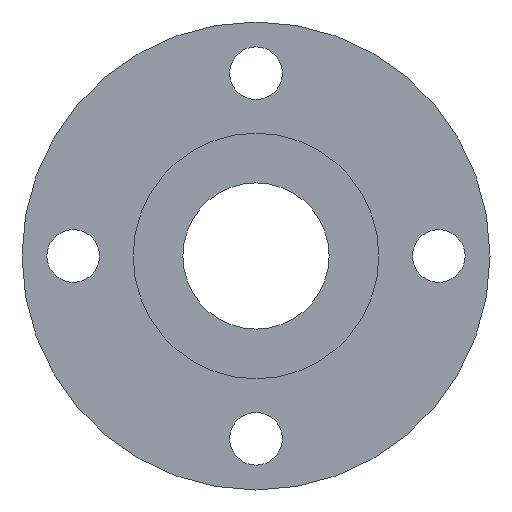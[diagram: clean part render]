
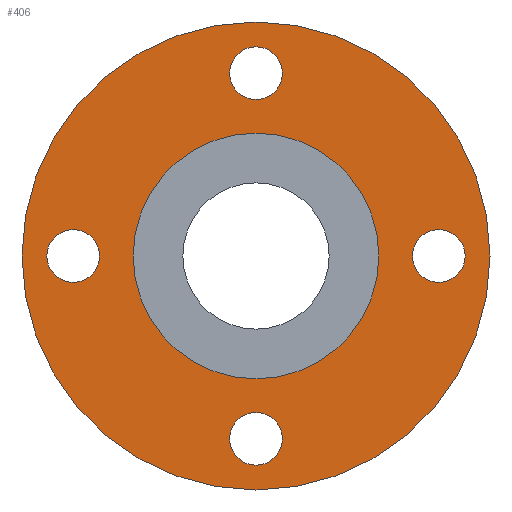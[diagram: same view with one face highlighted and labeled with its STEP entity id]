
A CAD part, front view. The second image highlights one B-rep face of the part: STEP entity #406.
In plain terms, the highlighted planar face has unit normal (0, -1, 0).
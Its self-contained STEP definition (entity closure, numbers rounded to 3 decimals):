
#20=FACE_BOUND('',#87,.T.);
#21=FACE_BOUND('',#88,.T.);
#22=FACE_BOUND('',#89,.T.);
#23=FACE_BOUND('',#90,.T.);
#24=FACE_BOUND('',#91,.T.);
#38=PLANE('',#474);
#58=FACE_OUTER_BOUND('',#86,.T.);
#86=EDGE_LOOP('',(#313));
#87=EDGE_LOOP('',(#314));
#88=EDGE_LOOP('',(#315));
#89=EDGE_LOOP('',(#316));
#90=EDGE_LOOP('',(#317));
#91=EDGE_LOOP('',(#318));
#144=CIRCLE('',#441,9.);
#148=CIRCLE('',#447,9.);
#152=CIRCLE('',#453,9.);
#156=CIRCLE('',#459,9.);
#165=CIRCLE('',#473,80.);
#166=CIRCLE('',#475,42.);
#179=VERTEX_POINT('',#633);
#183=VERTEX_POINT('',#645);
#187=VERTEX_POINT('',#657);
#191=VERTEX_POINT('',#669);
#199=VERTEX_POINT('',#694);
#200=VERTEX_POINT('',#698);
#213=EDGE_CURVE('',#179,#179,#144,.T.);
#219=EDGE_CURVE('',#183,#183,#148,.T.);
#225=EDGE_CURVE('',#187,#187,#152,.T.);
#231=EDGE_CURVE('',#191,#191,#156,.T.);
#242=EDGE_CURVE('',#199,#199,#165,.T.);
#244=EDGE_CURVE('',#200,#200,#166,.T.);
#313=ORIENTED_EDGE('',*,*,#242,.T.);
#314=ORIENTED_EDGE('',*,*,#213,.T.);
#315=ORIENTED_EDGE('',*,*,#219,.T.);
#316=ORIENTED_EDGE('',*,*,#225,.T.);
#317=ORIENTED_EDGE('',*,*,#231,.T.);
#318=ORIENTED_EDGE('',*,*,#244,.F.);
#406=ADVANCED_FACE('',(#58,#20,#21,#22,#23,#24),#38,.T.);
#441=AXIS2_PLACEMENT_3D('',#635,#507,#508);
#447=AXIS2_PLACEMENT_3D('',#647,#521,#522);
#453=AXIS2_PLACEMENT_3D('',#659,#535,#536);
#459=AXIS2_PLACEMENT_3D('',#671,#549,#550);
#473=AXIS2_PLACEMENT_3D('',#695,#579,#580);
#474=AXIS2_PLACEMENT_3D('',#697,#582,#583);
#475=AXIS2_PLACEMENT_3D('',#699,#584,#585);
#507=DIRECTION('center_axis',(0.,1.,0.));
#508=DIRECTION('ref_axis',(1.,0.,0.));
#521=DIRECTION('center_axis',(0.,1.,0.));
#522=DIRECTION('ref_axis',(1.,0.,0.));
#535=DIRECTION('center_axis',(0.,1.,0.));
#536=DIRECTION('ref_axis',(1.,0.,0.));
#549=DIRECTION('center_axis',(0.,1.,0.));
#550=DIRECTION('ref_axis',(1.,0.,0.));
#579=DIRECTION('center_axis',(0.,-1.,0.));
#580=DIRECTION('ref_axis',(1.,0.,0.));
#582=DIRECTION('center_axis',(0.,-1.,0.));
#583=DIRECTION('ref_axis',(0.,0.,-1.));
#584=DIRECTION('center_axis',(0.,-1.,0.));
#585=DIRECTION('ref_axis',(1.,0.,0.));
#633=CARTESIAN_POINT('',(-9.,3.971,62.5));
#635=CARTESIAN_POINT('Origin',(0.,3.971,62.5));
#645=CARTESIAN_POINT('',(-9.,3.971,-62.5));
#647=CARTESIAN_POINT('Origin',(0.,3.971,-62.5));
#657=CARTESIAN_POINT('',(-71.5,3.971,0.));
#659=CARTESIAN_POINT('Origin',(-62.5,3.971,0.));
#669=CARTESIAN_POINT('',(53.5,3.971,0.));
#671=CARTESIAN_POINT('Origin',(62.5,3.971,0.));
#694=CARTESIAN_POINT('',(-80.,3.971,0.));
#695=CARTESIAN_POINT('Origin',(0.,3.971,0.));
#697=CARTESIAN_POINT('Origin',(42.,3.971,0.));
#698=CARTESIAN_POINT('',(-42.,3.971,0.));
#699=CARTESIAN_POINT('Origin',(0.,3.971,0.));
